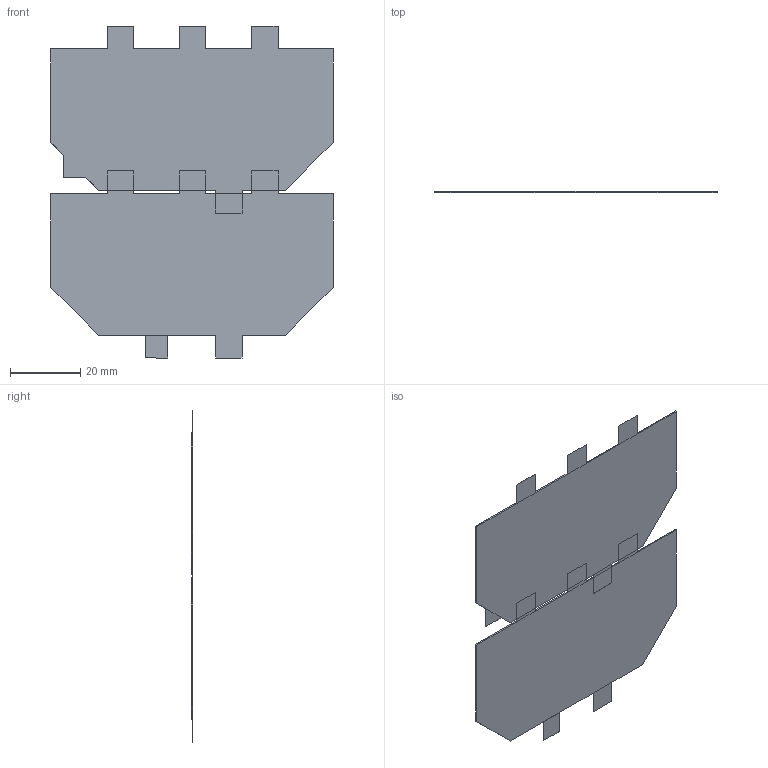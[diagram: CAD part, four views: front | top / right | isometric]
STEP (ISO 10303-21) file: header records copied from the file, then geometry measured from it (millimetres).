
FILE_DESCRIPTION (( 'STEP AP214' ), '1' );
FILE_NAME ('3G30A_2C.STEP', '2019-08-11T18:27:23', ( '' ), ( '' ), 'SwSTEP 2.0', 'SolidWorks 2018', '' );
FILE_SCHEMA (( 'AUTOMOTIVE_DESIGN' ));
Length unit declared in the file: millimetre
Products named in the file (3): Solar_Cell - VCC Tab; Solar_Cell - Diode; 3G30A_2C
Assembly tree (2 placements, depth 2):
  3G30A_2C
    Solar_Cell - Diode
    Solar_Cell - VCC Tab
Bounding box: 80.15 x 0.38 x 94.3 mm (x, y, z)
Volume: 2318.5 mm3; surface area: 13223.3 mm2
Topology: 3 solids, 3 shells, 57 faces, 153 edges, 102 vertices
Faces by surface type: plane 57
Entity records: 2317 total; most frequent: CARTESIAN_POINT 317, ORIENTED_EDGE 306, DIRECTION 277, LINE 153, EDGE_CURVE 153, VECTOR 153, VERTEX_POINT 102, AXIS2_PLACEMENT_3D 62
